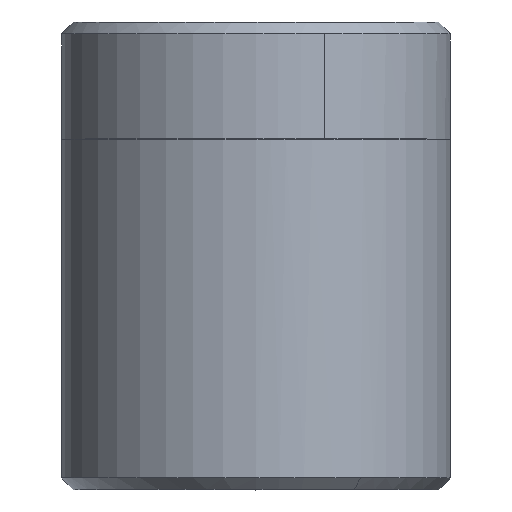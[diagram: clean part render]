
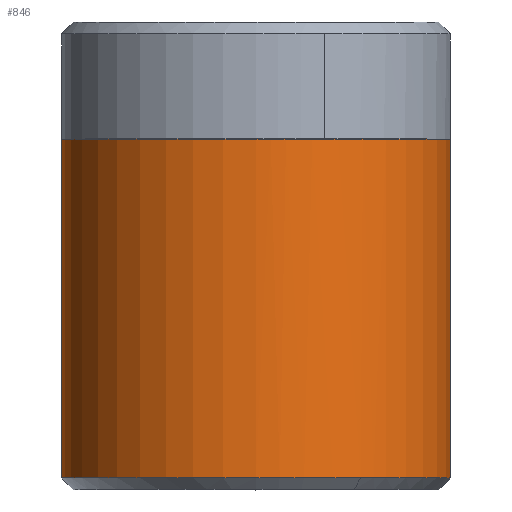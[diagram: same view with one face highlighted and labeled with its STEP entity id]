
A CAD part, top view. The second image highlights one B-rep face of the part: STEP entity #846.
In plain terms, the highlighted free-form (B-spline) face has degree [2, 1] with [7, 2] control points.
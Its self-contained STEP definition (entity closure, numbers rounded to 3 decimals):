
#580=CARTESIAN_POINT('',(4.965,0.3,-0.59));
#581=VERTEX_POINT('',#580);
#582=CARTESIAN_POINT('',(2.689,0.3,4.215));
#583=VERTEX_POINT('',#582);
#584=CARTESIAN_POINT('',(4.965,0.3,-0.59));
#585=CARTESIAN_POINT('',(5.,0.3,-0.296));
#586=CARTESIAN_POINT('',(5.,0.3,0.));
#587=CARTESIAN_POINT('',(5.,0.3,2.741));
#588=CARTESIAN_POINT('',(2.689,0.3,4.215));
#596=(BOUNDED_CURVE()B_SPLINE_CURVE(2,(#584,#585,#586,#587,#588),.UNSPECIFIED.,.F.,.U.)B_SPLINE_CURVE_WITH_KNOTS((3,2,3),(0.23,0.25,0.408),.UNSPECIFIED.)CURVE()GEOMETRIC_REPRESENTATION_ITEM()RATIONAL_B_SPLINE_CURVE((0.956,0.976,1.0,0.815,0.864))REPRESENTATION_ITEM(''));
#597=EDGE_CURVE('',#581,#583,#596,.T.);
#640=CARTESIAN_POINT('',(-4.985,0.3,0.392));
#641=VERTEX_POINT('',#640);
#647=CARTESIAN_POINT('',(-4.991,0.3,0.305));
#648=VERTEX_POINT('',#647);
#649=CARTESIAN_POINT('',(-4.985,0.3,0.392));
#650=CARTESIAN_POINT('',(-4.988,0.3,0.349));
#651=CARTESIAN_POINT('',(-4.991,0.3,0.305));
#659=(BOUNDED_CURVE()B_SPLINE_CURVE(2,(#649,#650,#651),.UNSPECIFIED.,.F.,.U.)B_SPLINE_CURVE_WITH_KNOTS((3,3),(0.736,0.739),.UNSPECIFIED.)CURVE()GEOMETRIC_REPRESENTATION_ITEM()RATIONAL_B_SPLINE_CURVE((0.97,0.973,0.976))REPRESENTATION_ITEM(''));
#660=EDGE_CURVE('',#641,#648,#659,.T.);
#713=CARTESIAN_POINT('',(0.0,0.3,5.));
#714=VERTEX_POINT('',#713);
#715=CARTESIAN_POINT('',(2.689,0.3,4.215));
#716=CARTESIAN_POINT('',(1.459,0.3,5.));
#717=CARTESIAN_POINT('',(0.0,0.3,5.));
#725=(BOUNDED_CURVE()B_SPLINE_CURVE(2,(#715,#716,#717),.UNSPECIFIED.,.F.,.U.)B_SPLINE_CURVE_WITH_KNOTS((3,3),(0.408,0.5),.UNSPECIFIED.)CURVE()GEOMETRIC_REPRESENTATION_ITEM()RATIONAL_B_SPLINE_CURVE((0.864,0.892,1.0))REPRESENTATION_ITEM(''));
#726=EDGE_CURVE('',#583,#714,#725,.T.);
#728=CARTESIAN_POINT('',(0.0,0.3,5.));
#729=CARTESIAN_POINT('',(-4.622,0.3,5.));
#730=CARTESIAN_POINT('',(-4.985,0.3,0.392));
#738=(BOUNDED_CURVE()B_SPLINE_CURVE(2,(#728,#729,#730),.UNSPECIFIED.,.F.,.U.)B_SPLINE_CURVE_WITH_KNOTS((3,3),(0.5,0.736),.UNSPECIFIED.)CURVE()GEOMETRIC_REPRESENTATION_ITEM()RATIONAL_B_SPLINE_CURVE((1.0,0.723,0.97))REPRESENTATION_ITEM(''));
#739=EDGE_CURVE('',#714,#641,#738,.T.);
#774=CARTESIAN_POINT('',(4.965,9.207,-0.59));
#775=CARTESIAN_POINT('',(4.982,9.207,-0.448));
#776=CARTESIAN_POINT('',(4.991,9.207,-0.305));
#777=CARTESIAN_POINT('',(5.296,9.207,4.685));
#778=CARTESIAN_POINT('',(0.305,9.207,4.991));
#779=CARTESIAN_POINT('',(-4.685,9.207,5.296));
#780=CARTESIAN_POINT('',(-4.991,9.207,0.305));
#781=CARTESIAN_POINT('',(4.965,0.077,-0.59));
#782=CARTESIAN_POINT('',(4.982,0.077,-0.448));
#783=CARTESIAN_POINT('',(4.991,0.077,-0.305));
#784=CARTESIAN_POINT('',(5.296,0.077,4.685));
#785=CARTESIAN_POINT('',(0.305,0.077,4.991));
#786=CARTESIAN_POINT('',(-4.685,0.077,5.296));
#787=CARTESIAN_POINT('',(-4.991,0.077,0.305));
#795=(BOUNDED_SURFACE()B_SPLINE_SURFACE(2,1,((#774,#781),(#775,#782),(#776,#783),(#777,#784),(#778,#785),(#779,#786),(#780,#787)),.UNSPECIFIED.,.F.,.F.,.U.)B_SPLINE_SURFACE_WITH_KNOTS((3,2,2,3),(2,2),(0.0,0.331,8.616,16.9),(0.0,9.13),.UNSPECIFIED.)GEOMETRIC_REPRESENTATION_ITEM()RATIONAL_B_SPLINE_SURFACE(((0.978,0.978),(0.988,0.988),(1.0,1.0),(0.707,0.707),(1.0,1.0),(0.707,0.707),(1.0,1.0)))REPRESENTATION_ITEM('')SURFACE());
#796=ORIENTED_EDGE('',*,*,#597,.F.);
#797=CARTESIAN_POINT('',(4.965,8.99,-0.59));
#798=VERTEX_POINT('',#797);
#799=CARTESIAN_POINT('',(4.965,8.99,-0.59));
#800=CARTESIAN_POINT('',(4.965,0.3,-0.59));
#801=QUASI_UNIFORM_CURVE('',1,(#799,#800),.UNSPECIFIED.,.F.,.U.);
#802=EDGE_CURVE('',#798,#581,#801,.T.);
#803=ORIENTED_EDGE('',*,*,#802,.F.);
#804=CARTESIAN_POINT('',(0.0,8.99,5.));
#805=VERTEX_POINT('',#804);
#806=CARTESIAN_POINT('',(4.965,8.99,-0.59));
#807=CARTESIAN_POINT('',(5.0,8.99,-0.296));
#808=CARTESIAN_POINT('',(5.0,8.99,0.));
#809=CARTESIAN_POINT('',(5.,8.99,5.));
#810=CARTESIAN_POINT('',(0.0,8.99,5.));
#818=(BOUNDED_CURVE()B_SPLINE_CURVE(2,(#806,#807,#808,#809,#810),.UNSPECIFIED.,.F.,.U.)B_SPLINE_CURVE_WITH_KNOTS((3,2,3),(0.23,0.25,0.5),.UNSPECIFIED.)CURVE()GEOMETRIC_REPRESENTATION_ITEM()RATIONAL_B_SPLINE_CURVE((0.956,0.976,1.0,0.707,1.0))REPRESENTATION_ITEM(''));
#819=EDGE_CURVE('',#798,#805,#818,.T.);
#820=ORIENTED_EDGE('',*,*,#819,.T.);
#821=CARTESIAN_POINT('',(-4.991,8.99,0.305));
#822=VERTEX_POINT('',#821);
#823=CARTESIAN_POINT('',(0.0,8.99,5.));
#824=CARTESIAN_POINT('',(-4.704,8.99,5.));
#825=CARTESIAN_POINT('',(-4.991,8.99,0.305));
#833=(BOUNDED_CURVE()B_SPLINE_CURVE(2,(#823,#824,#825),.UNSPECIFIED.,.F.,.U.)B_SPLINE_CURVE_WITH_KNOTS((3,3),(0.5,0.739),.UNSPECIFIED.)CURVE()GEOMETRIC_REPRESENTATION_ITEM()RATIONAL_B_SPLINE_CURVE((1.0,0.72,0.976))REPRESENTATION_ITEM(''));
#834=EDGE_CURVE('',#805,#822,#833,.T.);
#835=ORIENTED_EDGE('',*,*,#834,.T.);
#836=CARTESIAN_POINT('',(-4.991,8.99,0.305));
#837=CARTESIAN_POINT('',(-4.991,0.3,0.305));
#838=QUASI_UNIFORM_CURVE('',1,(#836,#837),.UNSPECIFIED.,.F.,.U.);
#839=EDGE_CURVE('',#822,#648,#838,.T.);
#840=ORIENTED_EDGE('',*,*,#839,.T.);
#841=ORIENTED_EDGE('',*,*,#660,.F.);
#842=ORIENTED_EDGE('',*,*,#739,.F.);
#843=ORIENTED_EDGE('',*,*,#726,.F.);
#844=EDGE_LOOP('',(#796,#803,#820,#835,#840,#841,#842,#843));
#845=FACE_OUTER_BOUND('',#844,.T.);
#846=ADVANCED_FACE('',(#845),#795,.T.);
